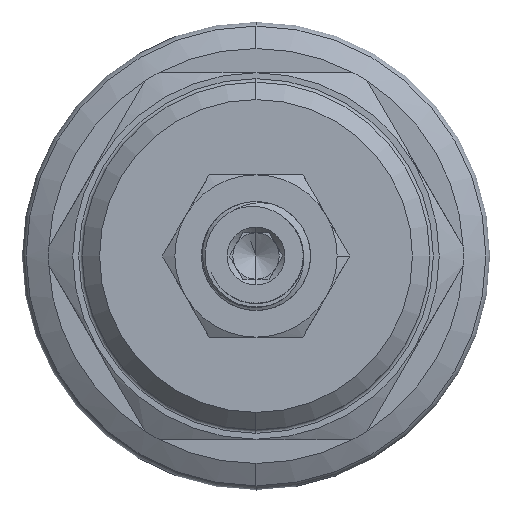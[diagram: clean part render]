
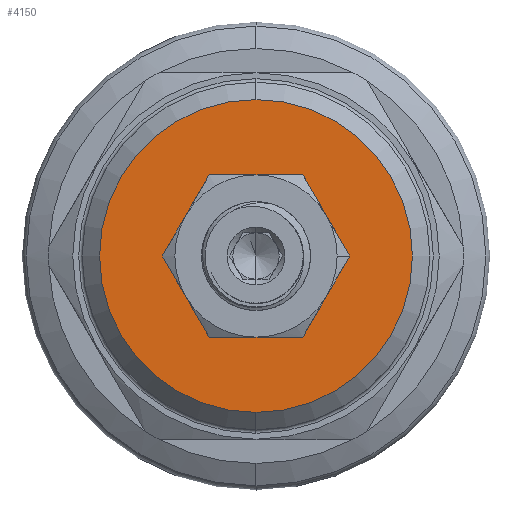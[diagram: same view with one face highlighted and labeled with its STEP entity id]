
A CAD part, left-side view. The second image highlights one B-rep face of the part: STEP entity #4150.
In plain terms, the highlighted planar face has unit normal (-1, 0, 0).
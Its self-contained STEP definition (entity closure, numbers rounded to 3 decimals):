
#2 = VERTEX_POINT ( 'NONE', #4392 ) ;
#155 = AXIS2_PLACEMENT_3D ( 'NONE', #9418, #3105, #4753 ) ;
#413 = CIRCLE ( 'NONE', #4807, 7. ) ;
#572 = DIRECTION ( 'NONE',  ( 0., 1., 0. ) ) ;
#639 = ORIENTED_EDGE ( 'NONE', *, *, #6874, .T. ) ;
#1159 = CARTESIAN_POINT ( 'NONE',  ( 0., 0., -7. ) ) ;
#1210 = AXIS2_PLACEMENT_3D ( 'NONE', #2521, #3342, #7365 ) ;
#1325 = CIRCLE ( 'NONE', #6129, 7. ) ;
#1683 = DIRECTION ( 'NONE',  ( 1., 0., 0. ) ) ;
#1705 = CARTESIAN_POINT ( 'NONE',  ( 0., 6.062, -3.5 ) ) ;
#1815 = CARTESIAN_POINT ( 'NONE',  ( 0., 0., -13.5 ) ) ;
#1977 = EDGE_LOOP ( 'NONE', ( #9360, #4709, #9526, #7013, #4600, #9939, #7793 ) ) ;
#2058 = CARTESIAN_POINT ( 'NONE',  ( 0., 0., 0. ) ) ;
#2073 = CARTESIAN_POINT ( 'NONE',  ( 0., 6.062, 3.5 ) ) ;
#2092 = CARTESIAN_POINT ( 'NONE',  ( 0., 0., 0. ) ) ;
#2132 = CIRCLE ( 'NONE', #3623, 7. ) ;
#2246 = DIRECTION ( 'NONE',  ( 1., 0., 0. ) ) ;
#2420 = DIRECTION ( 'NONE',  ( 0., 0., 1. ) ) ;
#2507 = CIRCLE ( 'NONE', #4480, 13.5 ) ;
#2521 = CARTESIAN_POINT ( 'NONE',  ( 0., 0., 0. ) ) ;
#2566 = ORIENTED_EDGE ( 'NONE', *, *, #8645, .T. ) ;
#2699 = CIRCLE ( 'NONE', #155, 7. ) ;
#2761 = CIRCLE ( 'NONE', #8124, 7. ) ;
#2861 = CARTESIAN_POINT ( 'NONE',  ( 0., 0., 0. ) ) ;
#2883 = CARTESIAN_POINT ( 'NONE',  ( 0., 0., 0. ) ) ;
#2884 = DIRECTION ( 'NONE',  ( 0., 1., 0. ) ) ;
#3007 = AXIS2_PLACEMENT_3D ( 'NONE', #5542, #6331, #2420 ) ;
#3105 = DIRECTION ( 'NONE',  ( 1., 0., 0. ) ) ;
#3155 = CIRCLE ( 'NONE', #6066, 7. ) ;
#3189 = DIRECTION ( 'NONE',  ( 0., 1., 0. ) ) ;
#3342 = DIRECTION ( 'NONE',  ( -1., 0., 0. ) ) ;
#3623 = AXIS2_PLACEMENT_3D ( 'NONE', #2092, #9130, #572 ) ;
#3654 = DIRECTION ( 'NONE',  ( 1., 0., 0. ) ) ;
#4111 = EDGE_CURVE ( 'NONE', #8507, #4854, #2699, .T. ) ;
#4150 = ADVANCED_FACE ( 'NONE', ( #8912, #8430 ), #10133, .F. ) ;
#4287 = CARTESIAN_POINT ( 'NONE',  ( 0., 0., 13.5 ) ) ;
#4392 = CARTESIAN_POINT ( 'NONE',  ( 0., 7., 0. ) ) ;
#4452 = DIRECTION ( 'NONE',  ( 0., 1., 0. ) ) ;
#4480 = AXIS2_PLACEMENT_3D ( 'NONE', #2861, #8876, #8084 ) ;
#4492 = AXIS2_PLACEMENT_3D ( 'NONE', #6482, #9557, #3189 ) ;
#4600 = ORIENTED_EDGE ( 'NONE', *, *, #4111, .T. ) ;
#4616 = EDGE_LOOP ( 'NONE', ( #2566, #639 ) ) ;
#4638 = CARTESIAN_POINT ( 'NONE',  ( 0., 0., 0. ) ) ;
#4709 = ORIENTED_EDGE ( 'NONE', *, *, #8704, .T. ) ;
#4753 = DIRECTION ( 'NONE',  ( 0., 1., 0. ) ) ;
#4807 = AXIS2_PLACEMENT_3D ( 'NONE', #2883, #3654, #4452 ) ;
#4854 = VERTEX_POINT ( 'NONE', #6105 ) ;
#4922 = VERTEX_POINT ( 'NONE', #1815 ) ;
#5103 = CIRCLE ( 'NONE', #1210, 13.5 ) ;
#5432 = EDGE_CURVE ( 'NONE', #4854, #6439, #1325, .T. ) ;
#5452 = DIRECTION ( 'NONE',  ( 0., 1., 0. ) ) ;
#5542 = CARTESIAN_POINT ( 'NONE',  ( 0., -15., 0. ) ) ;
#5914 = VERTEX_POINT ( 'NONE', #1705 ) ;
#5993 = EDGE_CURVE ( 'NONE', #5914, #6439, #9374, .T. ) ;
#6066 = AXIS2_PLACEMENT_3D ( 'NONE', #2058, #7480, #2884 ) ;
#6078 = VERTEX_POINT ( 'NONE', #4287 ) ;
#6105 = CARTESIAN_POINT ( 'NONE',  ( 0., -6.062, -3.5 ) ) ;
#6124 = EDGE_CURVE ( 'NONE', #9093, #8088, #3155, .T. ) ;
#6129 = AXIS2_PLACEMENT_3D ( 'NONE', #8545, #1683, #7080 ) ;
#6331 = DIRECTION ( 'NONE',  ( 1., 0., 0. ) ) ;
#6439 = VERTEX_POINT ( 'NONE', #1159 ) ;
#6482 = CARTESIAN_POINT ( 'NONE',  ( 0., 0., 0. ) ) ;
#6524 = CARTESIAN_POINT ( 'NONE',  ( 0., -6.062, 3.5 ) ) ;
#6874 = EDGE_CURVE ( 'NONE', #4922, #6078, #5103, .T. ) ;
#7013 = ORIENTED_EDGE ( 'NONE', *, *, #8460, .T. ) ;
#7080 = DIRECTION ( 'NONE',  ( 0., 1., 0. ) ) ;
#7365 = DIRECTION ( 'NONE',  ( 0., 0., 1. ) ) ;
#7480 = DIRECTION ( 'NONE',  ( 1., 0., 0. ) ) ;
#7687 = CARTESIAN_POINT ( 'NONE',  ( 0., 0., 7. ) ) ;
#7793 = ORIENTED_EDGE ( 'NONE', *, *, #5993, .F. ) ;
#8084 = DIRECTION ( 'NONE',  ( 0., 0., 1. ) ) ;
#8088 = VERTEX_POINT ( 'NONE', #7687 ) ;
#8124 = AXIS2_PLACEMENT_3D ( 'NONE', #4638, #2246, #5452 ) ;
#8430 = FACE_OUTER_BOUND ( 'NONE', #4616, .T. ) ;
#8460 = EDGE_CURVE ( 'NONE', #8088, #8507, #2761, .T. ) ;
#8507 = VERTEX_POINT ( 'NONE', #6524 ) ;
#8545 = CARTESIAN_POINT ( 'NONE',  ( 0., 0., 0. ) ) ;
#8645 = EDGE_CURVE ( 'NONE', #6078, #4922, #2507, .T. ) ;
#8704 = EDGE_CURVE ( 'NONE', #2, #9093, #413, .T. ) ;
#8876 = DIRECTION ( 'NONE',  ( -1., 0., 0. ) ) ;
#8912 = FACE_BOUND ( 'NONE', #1977, .T. ) ;
#9093 = VERTEX_POINT ( 'NONE', #2073 ) ;
#9130 = DIRECTION ( 'NONE',  ( 1., 0., 0. ) ) ;
#9360 = ORIENTED_EDGE ( 'NONE', *, *, #9887, .T. ) ;
#9374 = CIRCLE ( 'NONE', #4492, 7. ) ;
#9418 = CARTESIAN_POINT ( 'NONE',  ( 0., 0., 0. ) ) ;
#9526 = ORIENTED_EDGE ( 'NONE', *, *, #6124, .T. ) ;
#9557 = DIRECTION ( 'NONE',  ( -1., 0., 0. ) ) ;
#9887 = EDGE_CURVE ( 'NONE', #5914, #2, #2132, .T. ) ;
#9939 = ORIENTED_EDGE ( 'NONE', *, *, #5432, .T. ) ;
#10133 = PLANE ( 'NONE',  #3007 ) ;
